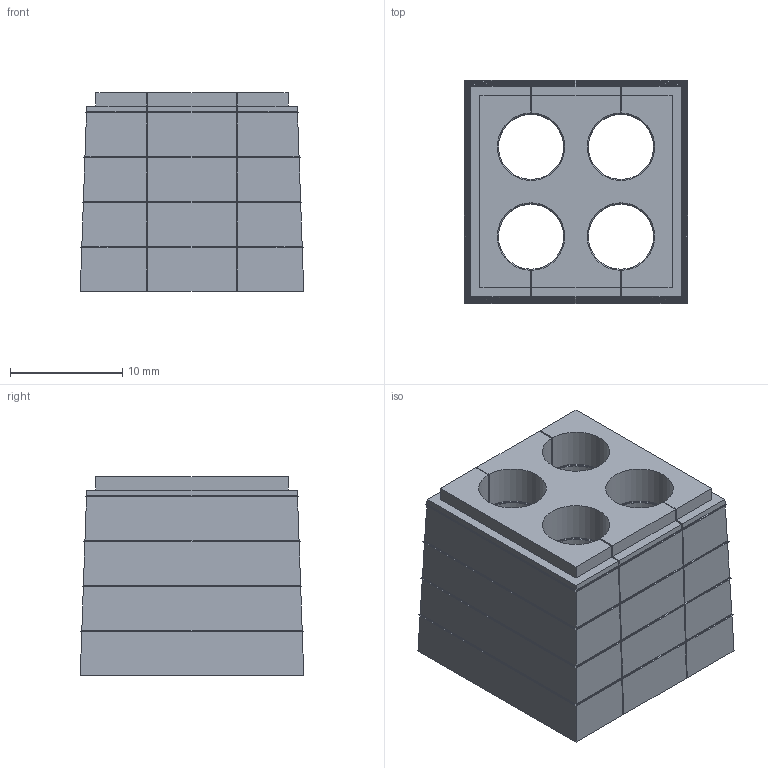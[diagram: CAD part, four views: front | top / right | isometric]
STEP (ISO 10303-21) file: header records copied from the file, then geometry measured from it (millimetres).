
FILE_DESCRIPTION(/* description */ (''),/* implementation_level */ '2;1');
FILE_NAME(/* name */ '28763_4_KDS-DE_4x6.stp',/* time_stamp */ '2023-10-17T09:51:28+02:00',/* author */ (''),/* organization */ (''),/* preprocessor_version */ 'ST-DEVELOPER v19.3',/* originating_system */ 'SIEMENS PLM Software NX2212.1700',/* authorisation */ '');
FILE_SCHEMA (('AUTOMOTIVE_DESIGN { 1 0 10303 214 3 1 1 1 }'));
Length unit declared in the file: millimetre
Products named in the file (1): 28763_4_KDS-DE_4x6
Bounding box: 19.9 x 19.9 x 17.7 mm (x, y, z)
Volume: 4496.3 mm3; surface area: 3662 mm2
Topology: 1 solids, 1 shells, 184 faces, 521 edges, 342 vertices
Faces by surface type: plane 134, cylinder 25, cone 20, extrusion 5
Full cylindrical faces by diameter (mm): 2.5 x1
Entity records: 6087 total; most frequent: CARTESIAN_POINT 1321, ORIENTED_EDGE 1040, DIRECTION 905, EDGE_CURVE 520, VECTOR 403, LINE 398, VERTEX_POINT 342, AXIS2_PLACEMENT_3D 251
